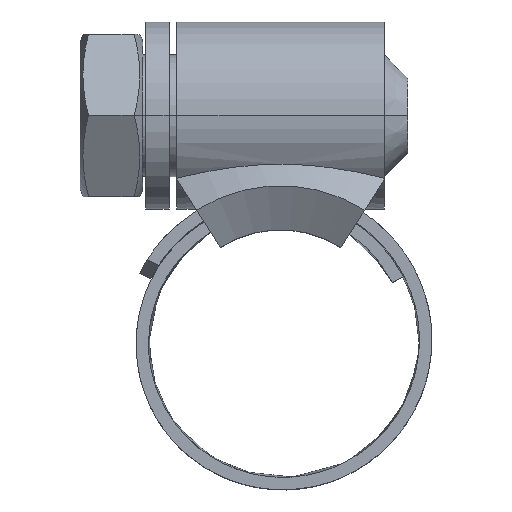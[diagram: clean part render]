
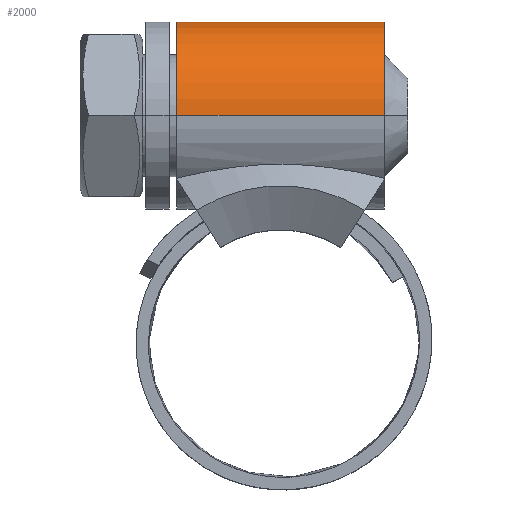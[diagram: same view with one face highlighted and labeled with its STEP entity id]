
A CAD part, top view. The second image highlights one B-rep face of the part: STEP entity #2000.
In plain terms, the highlighted cylindrical face has radius 6 mm (diameter 12 mm), a partial arc.
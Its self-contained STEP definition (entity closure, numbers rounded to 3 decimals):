
#46 = DIRECTION ( 'NONE',  ( 0., 0., -1. ) ) ;
#152 = AXIS2_PLACEMENT_3D ( 'NONE', #1726, #1265, #46 ) ;
#154 = DIRECTION ( 'NONE',  ( 1., 0., 0. ) ) ;
#218 = EDGE_CURVE ( 'NONE', #682, #1833, #979, .T. ) ;
#256 = FACE_OUTER_BOUND ( 'NONE', #285, .T. ) ;
#285 = EDGE_LOOP ( 'NONE', ( #590, #1439, #1173, #527 ) ) ;
#527 = ORIENTED_EDGE ( 'NONE', *, *, #218, .F. ) ;
#538 = LINE ( 'NONE', #1717, #2184 ) ;
#556 = DIRECTION ( 'NONE',  ( 1., 0., 0. ) ) ;
#583 = DIRECTION ( 'NONE',  ( 0., 0., -1. ) ) ;
#590 = ORIENTED_EDGE ( 'NONE', *, *, #1673, .F. ) ;
#624 = VERTEX_POINT ( 'NONE', #2551 ) ;
#656 = EDGE_CURVE ( 'NONE', #1833, #1842, #2684, .T. ) ;
#682 = VERTEX_POINT ( 'NONE', #1981 ) ;
#884 = CARTESIAN_POINT ( 'NONE',  ( 6.646, 14.5, -6. ) ) ;
#979 = LINE ( 'NONE', #1221, #2377 ) ;
#1060 = CARTESIAN_POINT ( 'NONE',  ( -6.646, 14.5, 0. ) ) ;
#1105 = DIRECTION ( 'NONE',  ( -1., 0., 0. ) ) ;
#1146 = EDGE_CURVE ( 'NONE', #624, #1842, #538, .T. ) ;
#1173 = ORIENTED_EDGE ( 'NONE', *, *, #656, .F. ) ;
#1190 = DIRECTION ( 'NONE',  ( 0., 0., -1. ) ) ;
#1221 = CARTESIAN_POINT ( 'NONE',  ( -23.617, 14.5, -6. ) ) ;
#1238 = DIRECTION ( 'NONE',  ( 1., 0., 0. ) ) ;
#1265 = DIRECTION ( 'NONE',  ( 1., 0., 0. ) ) ;
#1331 = CIRCLE ( 'NONE', #2185, 6. ) ;
#1439 = ORIENTED_EDGE ( 'NONE', *, *, #1146, .T. ) ;
#1480 = AXIS2_PLACEMENT_3D ( 'NONE', #1641, #154, #1190 ) ;
#1641 = CARTESIAN_POINT ( 'NONE',  ( 6.646, 14.5, 0. ) ) ;
#1673 = EDGE_CURVE ( 'NONE', #624, #682, #1331, .T. ) ;
#1717 = CARTESIAN_POINT ( 'NONE',  ( -23.617, 14.5, 6. ) ) ;
#1726 = CARTESIAN_POINT ( 'NONE',  ( -23.617, 14.5, 0. ) ) ;
#1759 = CYLINDRICAL_SURFACE ( 'NONE', #152, 6. ) ;
#1833 = VERTEX_POINT ( 'NONE', #884 ) ;
#1842 = VERTEX_POINT ( 'NONE', #2601 ) ;
#1981 = CARTESIAN_POINT ( 'NONE',  ( -6.646, 14.5, -6. ) ) ;
#2000 = ADVANCED_FACE ( 'NONE', ( #256 ), #1759, .T. ) ;
#2184 = VECTOR ( 'NONE', #556, 1000. ) ;
#2185 = AXIS2_PLACEMENT_3D ( 'NONE', #1060, #1105, #583 ) ;
#2377 = VECTOR ( 'NONE', #1238, 1000. ) ;
#2551 = CARTESIAN_POINT ( 'NONE',  ( -6.646, 14.5, 6. ) ) ;
#2601 = CARTESIAN_POINT ( 'NONE',  ( 6.646, 14.5, 6. ) ) ;
#2684 = CIRCLE ( 'NONE', #1480, 6. ) ;
